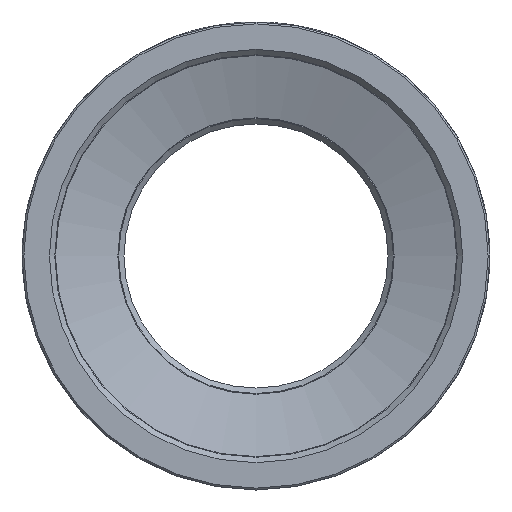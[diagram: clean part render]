
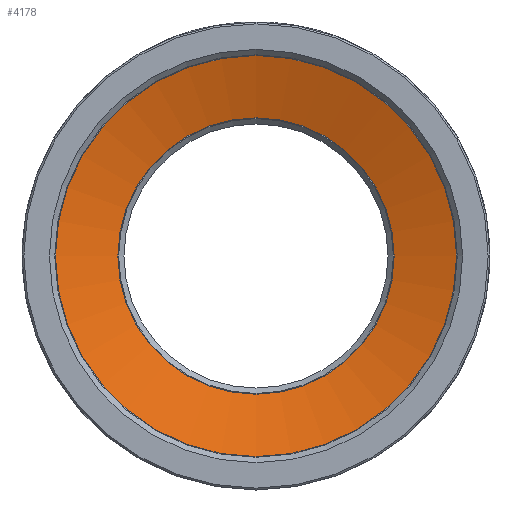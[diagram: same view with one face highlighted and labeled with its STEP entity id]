
A CAD part, left-side view. The second image highlights one B-rep face of the part: STEP entity #4178.
In plain terms, the highlighted conical face has half-angle 71.993 degrees and reference radius 47.021 mm.
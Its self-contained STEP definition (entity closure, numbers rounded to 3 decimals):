
#127 = CARTESIAN_POINT ( 'NONE',  ( -31.551, 0., 0. ) ) ;
#237 = DIRECTION ( 'NONE',  ( -1., 0., 0. ) ) ;
#239 = EDGE_LOOP ( 'NONE', ( #11270 ) ) ;
#791 = CIRCLE ( 'NONE', #13898, 37.792 ) ;
#2033 = FACE_OUTER_BOUND ( 'NONE', #8745, .T. ) ;
#3509 = VERTEX_POINT ( 'NONE', #15949 ) ;
#4178 = ADVANCED_FACE ( 'NONE', ( #10959, #2033 ), #19188, .F. ) ;
#4352 = EDGE_CURVE ( 'NONE', #19369, #19369, #791, .T. ) ;
#6118 = DIRECTION ( 'NONE',  ( 0., -1., 0. ) ) ;
#7298 = DIRECTION ( 'NONE',  ( 0., 1., 0. ) ) ;
#8745 = EDGE_LOOP ( 'NONE', ( #17065 ) ) ;
#9043 = AXIS2_PLACEMENT_3D ( 'NONE', #9181, #18803, #6118 ) ;
#9181 = CARTESIAN_POINT ( 'NONE',  ( -29., 0., 0. ) ) ;
#10959 = FACE_BOUND ( 'NONE', #239, .T. ) ;
#11270 = ORIENTED_EDGE ( 'NONE', *, *, #4352, .F. ) ;
#13898 = AXIS2_PLACEMENT_3D ( 'NONE', #23163, #237, #19857 ) ;
#15949 = CARTESIAN_POINT ( 'NONE',  ( -31.551, 54.868, 0. ) ) ;
#17065 = ORIENTED_EDGE ( 'NONE', *, *, #22997, .F. ) ;
#17542 = DIRECTION ( 'NONE',  ( 1., 0., 0. ) ) ;
#18803 = DIRECTION ( 'NONE',  ( -1., 0., 0. ) ) ;
#19141 = CIRCLE ( 'NONE', #22154, 54.868 ) ;
#19188 = CONICAL_SURFACE ( 'NONE', #9043, 47.021, 1.257 ) ;
#19369 = VERTEX_POINT ( 'NONE', #23022 ) ;
#19857 = DIRECTION ( 'NONE',  ( 0., -1., 0. ) ) ;
#22154 = AXIS2_PLACEMENT_3D ( 'NONE', #127, #17542, #7298 ) ;
#22997 = EDGE_CURVE ( 'NONE', #3509, #3509, #19141, .T. ) ;
#23022 = CARTESIAN_POINT ( 'NONE',  ( -26., -37.792, 0. ) ) ;
#23163 = CARTESIAN_POINT ( 'NONE',  ( -26., 0., 0. ) ) ;
